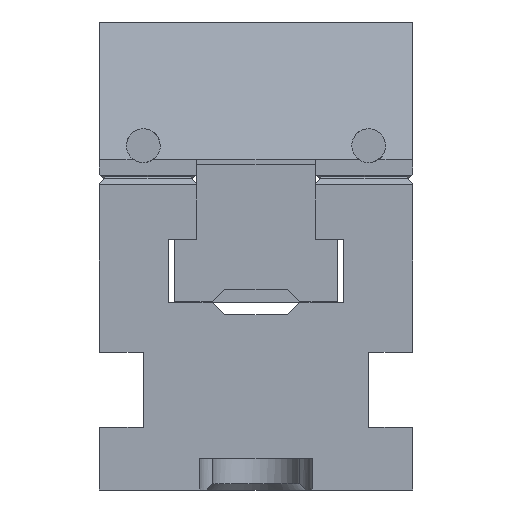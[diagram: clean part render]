
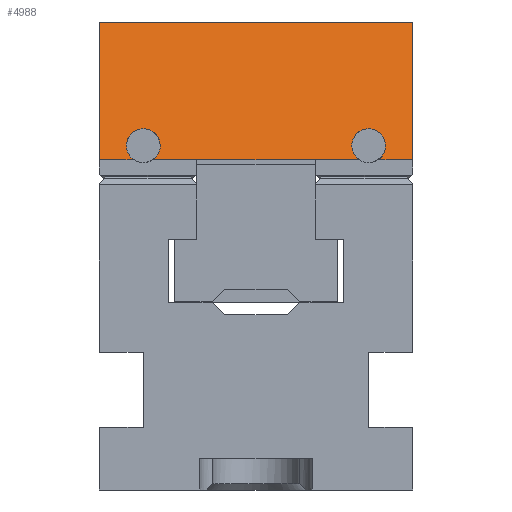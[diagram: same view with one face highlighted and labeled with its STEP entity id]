
A CAD part, front view. The second image highlights one B-rep face of the part: STEP entity #4988.
In plain terms, the highlighted face is planar.
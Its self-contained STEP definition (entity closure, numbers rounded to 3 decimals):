
#4988 = ADVANCED_FACE( '', ( #10014 ), #10015, .T. );
#10014 = FACE_OUTER_BOUND( '', #15029, .T. );
#10015 = PLANE( '', #15030 );
#15029 = EDGE_LOOP( '', ( #30496, #30497, #30498, #30499, #30500, #30501, #30502, #30503, #30504, #30505, #30506, #30507 ) );
#15030 = AXIS2_PLACEMENT_3D( '', #30508, #30509, #30510 );
#30496 = ORIENTED_EDGE( '', *, *, #34680, .F. );
#30497 = ORIENTED_EDGE( '', *, *, #32419, .T. );
#30498 = ORIENTED_EDGE( '', *, *, #31723, .F. );
#30499 = ORIENTED_EDGE( '', *, *, #32418, .T. );
#30500 = ORIENTED_EDGE( '', *, *, #33515, .F. );
#30501 = ORIENTED_EDGE( '', *, *, #32671, .F. );
#30502 = ORIENTED_EDGE( '', *, *, #37142, .T. );
#30503 = ORIENTED_EDGE( '', *, *, #37252, .T. );
#30504 = ORIENTED_EDGE( '', *, *, #36851, .F. );
#30505 = ORIENTED_EDGE( '', *, *, #37253, .T. );
#30506 = ORIENTED_EDGE( '', *, *, #35555, .F. );
#30507 = ORIENTED_EDGE( '', *, *, #31105, .F. );
#30508 = CARTESIAN_POINT( '', ( 25., 11.85, 12.5 ) );
#30509 = DIRECTION( '', ( 0., 0.966, 0.259 ) );
#30510 = DIRECTION( '', ( 0., -0.259, 0.966 ) );
#31105 = EDGE_CURVE( '', #37485, #37487, #37488, .T. );
#31723 = EDGE_CURVE( '', #38588, #38589, #38590, .T. );
#32418 = EDGE_CURVE( '', #38588, #39881, #39883, .T. );
#32419 = EDGE_CURVE( '', #39884, #38589, #39885, .T. );
#32671 = EDGE_CURVE( '', #40307, #40309, #40310, .T. );
#33515 = EDGE_CURVE( '', #40309, #39881, #41641, .T. );
#34680 = EDGE_CURVE( '', #39884, #37485, #43473, .T. );
#35555 = EDGE_CURVE( '', #37487, #44680, #44683, .T. );
#36851 = EDGE_CURVE( '', #46258, #46259, #46260, .T. );
#37142 = EDGE_CURVE( '', #40307, #46579, #46581, .T. );
#37252 = EDGE_CURVE( '', #46579, #46259, #46693, .T. );
#37253 = EDGE_CURVE( '', #46258, #44680, #46694, .T. );
#37485 = VERTEX_POINT( '', #47004 );
#37487 = VERTEX_POINT( '', #47007 );
#37488 = LINE( '', #47008, #47009 );
#38588 = VERTEX_POINT( '', #48596 );
#38589 = VERTEX_POINT( '', #48597 );
#38590 = ELLIPSE( '', #48598, 2.795, 2.7 );
#39881 = VERTEX_POINT( '', #50538 );
#39883 = LINE( '', #50541, #50542 );
#39884 = VERTEX_POINT( '', #50543 );
#39885 = LINE( '', #50544, #50545 );
#40307 = VERTEX_POINT( '', #51169 );
#40309 = VERTEX_POINT( '', #51172 );
#40310 = LINE( '', #51173, #51174 );
#41641 = LINE( '', #53121, #53122 );
#43473 = LINE( '', #55931, #55932 );
#44680 = VERTEX_POINT( '', #57748 );
#44683 = LINE( '', #57753, #57754 );
#46258 = VERTEX_POINT( '', #60109 );
#46259 = VERTEX_POINT( '', #60110 );
#46260 = ELLIPSE( '', #60111, 2.795, 2.7 );
#46579 = VERTEX_POINT( '', #60618 );
#46581 = LINE( '', #60621, #60622 );
#46693 = LINE( '', #60781, #60782 );
#46694 = LINE( '', #60783, #60784 );
#47004 = CARTESIAN_POINT( '', ( -9.5, 17.745, -9.5 ) );
#47007 = CARTESIAN_POINT( '', ( 9.5, 17.745, -9.5 ) );
#47008 = CARTESIAN_POINT( '', ( 25., 17.745, -9.5 ) );
#47009 = VECTOR( '', #60918, 1000. );
#48596 = CARTESIAN_POINT( '', ( -19.463, 17.75, -9.519 ) );
#48597 = CARTESIAN_POINT( '', ( -16.537, 17.75, -9.519 ) );
#48598 = AXIS2_PLACEMENT_3D( '', #61463, #61464, #61465 );
#50538 = CARTESIAN_POINT( '', ( -25., 17.75, -9.519 ) );
#50541 = CARTESIAN_POINT( '', ( 25., 17.75, -9.519 ) );
#50542 = VECTOR( '', #62167, 1000. );
#50543 = CARTESIAN_POINT( '', ( -9.5, 17.75, -9.519 ) );
#50544 = CARTESIAN_POINT( '', ( 25., 17.75, -9.519 ) );
#50545 = VECTOR( '', #62168, 1000. );
#51169 = CARTESIAN_POINT( '', ( 25., 11.85, 12.5 ) );
#51172 = CARTESIAN_POINT( '', ( -25., 11.85, 12.5 ) );
#51173 = CARTESIAN_POINT( '', ( 25., 11.85, 12.5 ) );
#51174 = VECTOR( '', #62393, 1000. );
#53121 = CARTESIAN_POINT( '', ( -25., 11.85, 12.5 ) );
#53122 = VECTOR( '', #63106, 1000. );
#55931 = CARTESIAN_POINT( '', ( -9.5, 11.85, 12.5 ) );
#55932 = VECTOR( '', #64179, 1000. );
#57748 = CARTESIAN_POINT( '', ( 9.5, 17.75, -9.519 ) );
#57753 = CARTESIAN_POINT( '', ( 9.5, 11.85, 12.5 ) );
#57754 = VECTOR( '', #64835, 1000. );
#60109 = CARTESIAN_POINT( '', ( 16.537, 17.75, -9.519 ) );
#60110 = CARTESIAN_POINT( '', ( 19.463, 17.75, -9.519 ) );
#60111 = AXIS2_PLACEMENT_3D( '', #65646, #65647, #65648 );
#60618 = CARTESIAN_POINT( '', ( 25., 17.75, -9.519 ) );
#60621 = CARTESIAN_POINT( '', ( 25., 11.85, 12.5 ) );
#60622 = VECTOR( '', #65838, 1000. );
#60781 = CARTESIAN_POINT( '', ( 25., 17.75, -9.519 ) );
#60782 = VECTOR( '', #65892, 1000. );
#60783 = CARTESIAN_POINT( '', ( 25., 17.75, -9.519 ) );
#60784 = VECTOR( '', #65893, 1000. );
#60918 = DIRECTION( '', ( 1., 0., 0. ) );
#61463 = CARTESIAN_POINT( '', ( -18., 17.142, -7.25 ) );
#61464 = DIRECTION( '', ( 0., 0.966, 0.259 ) );
#61465 = DIRECTION( '', ( 0., 0.259, -0.966 ) );
#62167 = DIRECTION( '', ( -1., 0., 0. ) );
#62168 = DIRECTION( '', ( -1., 0., 0. ) );
#62393 = DIRECTION( '', ( -1., 0., 0. ) );
#63106 = DIRECTION( '', ( 0., 0.259, -0.966 ) );
#64179 = DIRECTION( '', ( 0., -0.259, 0.966 ) );
#64835 = DIRECTION( '', ( 0., 0.259, -0.966 ) );
#65646 = CARTESIAN_POINT( '', ( 18., 17.142, -7.25 ) );
#65647 = DIRECTION( '', ( 0., 0.966, 0.259 ) );
#65648 = DIRECTION( '', ( 0., 0.259, -0.966 ) );
#65838 = DIRECTION( '', ( 0., 0.259, -0.966 ) );
#65892 = DIRECTION( '', ( -1., 0., 0. ) );
#65893 = DIRECTION( '', ( -1., 0., 0. ) );
